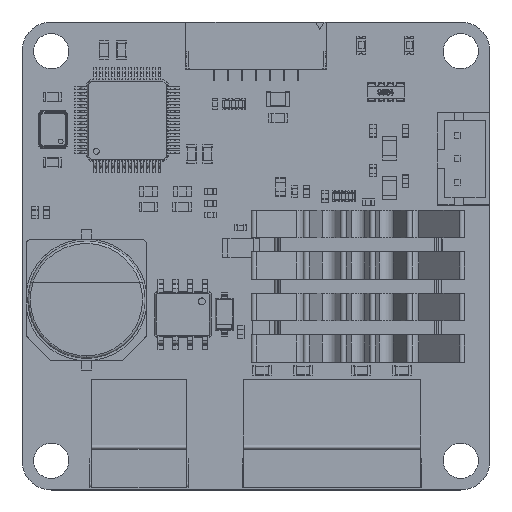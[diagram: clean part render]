
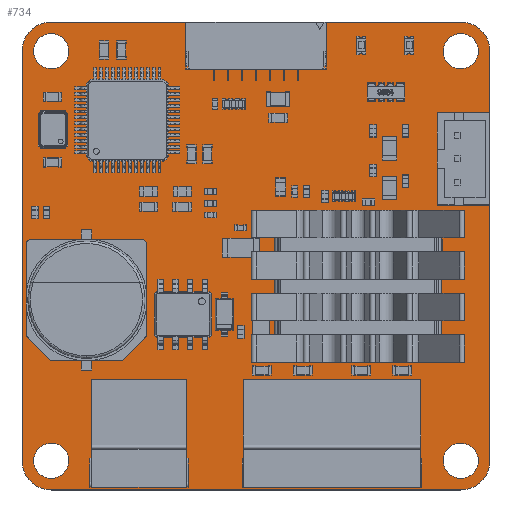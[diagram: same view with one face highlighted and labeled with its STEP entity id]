
A CAD part, top view. The second image highlights one B-rep face of the part: STEP entity #734.
In plain terms, the highlighted planar face has unit normal (0, 0, 1).
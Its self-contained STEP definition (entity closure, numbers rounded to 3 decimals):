
#54 = VERTEX_POINT('',#55);
#55 = CARTESIAN_POINT('',(137.5,-140.,0.));
#72 = VERTEX_POINT('',#73);
#73 = CARTESIAN_POINT('',(102.5,-140.,0.));
#79 = EDGE_CURVE('',#54,#72,#80,.T.);
#80 = LINE('',#81,#82);
#81 = CARTESIAN_POINT('',(137.5,-140.,0.));
#82 = VECTOR('',#83,1.);
#83 = DIRECTION('',(-1.,0.,0.));
#104 = VERTEX_POINT('',#105);
#105 = CARTESIAN_POINT('',(140.,-137.5,0.));
#111 = EDGE_CURVE('',#54,#104,#112,.T.);
#112 = CIRCLE('',#113,2.5);
#113 = AXIS2_PLACEMENT_3D('',#114,#115,#116);
#114 = CARTESIAN_POINT('',(137.5,-137.5,0.));
#115 = DIRECTION('',(0.,0.,1.));
#116 = DIRECTION('',(1.,0.,0.));
#127 = VERTEX_POINT('',#128);
#128 = CARTESIAN_POINT('',(100.,-137.5,0.));
#144 = EDGE_CURVE('',#127,#72,#145,.T.);
#145 = CIRCLE('',#146,2.5);
#146 = AXIS2_PLACEMENT_3D('',#147,#148,#149);
#147 = CARTESIAN_POINT('',(102.5,-137.5,0.));
#148 = DIRECTION('',(0.,0.,1.));
#149 = DIRECTION('',(1.,0.,0.));
#160 = VERTEX_POINT('',#161);
#161 = CARTESIAN_POINT('',(140.,-102.5,0.));
#176 = EDGE_CURVE('',#160,#104,#177,.T.);
#177 = LINE('',#178,#179);
#178 = CARTESIAN_POINT('',(140.,-102.5,0.));
#179 = VECTOR('',#180,1.);
#180 = DIRECTION('',(0.,-1.,0.));
#200 = VERTEX_POINT('',#201);
#201 = CARTESIAN_POINT('',(100.,-102.5,0.));
#207 = EDGE_CURVE('',#127,#200,#208,.T.);
#208 = LINE('',#209,#210);
#209 = CARTESIAN_POINT('',(100.,-137.5,0.));
#210 = VECTOR('',#211,1.);
#211 = DIRECTION('',(0.,1.,0.));
#232 = VERTEX_POINT('',#233);
#233 = CARTESIAN_POINT('',(137.5,-100.,0.));
#239 = EDGE_CURVE('',#160,#232,#240,.T.);
#240 = CIRCLE('',#241,2.5);
#241 = AXIS2_PLACEMENT_3D('',#242,#243,#244);
#242 = CARTESIAN_POINT('',(137.5,-102.5,0.));
#243 = DIRECTION('',(0.,0.,1.));
#244 = DIRECTION('',(1.,0.,0.));
#255 = VERTEX_POINT('',#256);
#256 = CARTESIAN_POINT('',(102.5,-100.,0.));
#272 = EDGE_CURVE('',#255,#200,#273,.T.);
#273 = CIRCLE('',#274,2.5);
#274 = AXIS2_PLACEMENT_3D('',#275,#276,#277);
#275 = CARTESIAN_POINT('',(102.5,-102.5,0.));
#276 = DIRECTION('',(0.,0.,1.));
#277 = DIRECTION('',(1.,0.,0.));
#295 = EDGE_CURVE('',#255,#232,#296,.T.);
#296 = LINE('',#297,#298);
#297 = CARTESIAN_POINT('',(102.5,-100.,0.));
#298 = VECTOR('',#299,1.);
#299 = DIRECTION('',(1.,0.,0.));
#310 = VERTEX_POINT('',#311);
#311 = CARTESIAN_POINT('',(139.,-137.5,0.));
#327 = EDGE_CURVE('',#310,#310,#328,.T.);
#328 = CIRCLE('',#329,1.5);
#329 = AXIS2_PLACEMENT_3D('',#330,#331,#332);
#330 = CARTESIAN_POINT('',(137.5,-137.5,0.));
#331 = DIRECTION('',(0.,0.,1.));
#332 = DIRECTION('',(1.,0.,-0.));
#343 = VERTEX_POINT('',#344);
#344 = CARTESIAN_POINT('',(132.45,-132.,0.));
#360 = EDGE_CURVE('',#343,#343,#361,.T.);
#361 = CIRCLE('',#362,0.7);
#362 = AXIS2_PLACEMENT_3D('',#363,#364,#365);
#363 = CARTESIAN_POINT('',(131.75,-132.,0.));
#364 = DIRECTION('',(0.,0.,1.));
#365 = DIRECTION('',(1.,0.,-0.));
#376 = VERTEX_POINT('',#377);
#377 = CARTESIAN_POINT('',(128.95,-132.,0.));
#393 = EDGE_CURVE('',#376,#376,#394,.T.);
#394 = CIRCLE('',#395,0.7);
#395 = AXIS2_PLACEMENT_3D('',#396,#397,#398);
#396 = CARTESIAN_POINT('',(128.25,-132.,0.));
#397 = DIRECTION('',(0.,0.,1.));
#398 = DIRECTION('',(1.,0.,-0.));
#409 = VERTEX_POINT('',#410);
#410 = CARTESIAN_POINT('',(125.45,-132.,0.));
#426 = EDGE_CURVE('',#409,#409,#427,.T.);
#427 = CIRCLE('',#428,0.7);
#428 = AXIS2_PLACEMENT_3D('',#429,#430,#431);
#429 = CARTESIAN_POINT('',(124.75,-132.,0.));
#430 = DIRECTION('',(0.,0.,1.));
#431 = DIRECTION('',(1.,0.,-0.));
#442 = VERTEX_POINT('',#443);
#443 = CARTESIAN_POINT('',(121.95,-132.,0.));
#459 = EDGE_CURVE('',#442,#442,#460,.T.);
#460 = CIRCLE('',#461,0.7);
#461 = AXIS2_PLACEMENT_3D('',#462,#463,#464);
#462 = CARTESIAN_POINT('',(121.25,-132.,0.));
#463 = DIRECTION('',(0.,0.,1.));
#464 = DIRECTION('',(1.,0.,-0.));
#475 = VERTEX_POINT('',#476);
#476 = CARTESIAN_POINT('',(112.45,-132.,0.));
#492 = EDGE_CURVE('',#475,#475,#493,.T.);
#493 = CIRCLE('',#494,0.7);
#494 = AXIS2_PLACEMENT_3D('',#495,#496,#497);
#495 = CARTESIAN_POINT('',(111.75,-132.,0.));
#496 = DIRECTION('',(0.,0.,1.));
#497 = DIRECTION('',(1.,0.,-0.));
#508 = VERTEX_POINT('',#509);
#509 = CARTESIAN_POINT('',(104.,-137.5,0.));
#525 = EDGE_CURVE('',#508,#508,#526,.T.);
#526 = CIRCLE('',#527,1.5);
#527 = AXIS2_PLACEMENT_3D('',#528,#529,#530);
#528 = CARTESIAN_POINT('',(102.5,-137.5,0.));
#529 = DIRECTION('',(0.,0.,1.));
#530 = DIRECTION('',(1.,0.,-0.));
#541 = VERTEX_POINT('',#542);
#542 = CARTESIAN_POINT('',(108.95,-132.,0.));
#558 = EDGE_CURVE('',#541,#541,#559,.T.);
#559 = CIRCLE('',#560,0.7);
#560 = AXIS2_PLACEMENT_3D('',#561,#562,#563);
#561 = CARTESIAN_POINT('',(108.25,-132.,0.));
#562 = DIRECTION('',(0.,0.,1.));
#563 = DIRECTION('',(1.,0.,-0.));
#574 = VERTEX_POINT('',#575);
#575 = CARTESIAN_POINT('',(137.581,-113.7,0.));
#591 = EDGE_CURVE('',#574,#574,#592,.T.);
#592 = CIRCLE('',#593,0.381);
#593 = AXIS2_PLACEMENT_3D('',#594,#595,#596);
#594 = CARTESIAN_POINT('',(137.2,-113.7,0.));
#595 = DIRECTION('',(0.,0.,1.));
#596 = DIRECTION('',(1.,0.,-0.));
#607 = VERTEX_POINT('',#608);
#608 = CARTESIAN_POINT('',(137.581,-111.7,0.));
#624 = EDGE_CURVE('',#607,#607,#625,.T.);
#625 = CIRCLE('',#626,0.381);
#626 = AXIS2_PLACEMENT_3D('',#627,#628,#629);
#627 = CARTESIAN_POINT('',(137.2,-111.7,0.));
#628 = DIRECTION('',(0.,0.,1.));
#629 = DIRECTION('',(1.,0.,-0.));
#640 = VERTEX_POINT('',#641);
#641 = CARTESIAN_POINT('',(137.581,-109.7,0.));
#657 = EDGE_CURVE('',#640,#640,#658,.T.);
#658 = CIRCLE('',#659,0.381);
#659 = AXIS2_PLACEMENT_3D('',#660,#661,#662);
#660 = CARTESIAN_POINT('',(137.2,-109.7,0.));
#661 = DIRECTION('',(0.,0.,1.));
#662 = DIRECTION('',(1.,0.,-0.));
#673 = VERTEX_POINT('',#674);
#674 = CARTESIAN_POINT('',(139.,-102.5,0.));
#690 = EDGE_CURVE('',#673,#673,#691,.T.);
#691 = CIRCLE('',#692,1.5);
#692 = AXIS2_PLACEMENT_3D('',#693,#694,#695);
#693 = CARTESIAN_POINT('',(137.5,-102.5,0.));
#694 = DIRECTION('',(0.,0.,1.));
#695 = DIRECTION('',(1.,0.,-0.));
#706 = VERTEX_POINT('',#707);
#707 = CARTESIAN_POINT('',(104.,-102.5,0.));
#723 = EDGE_CURVE('',#706,#706,#724,.T.);
#724 = CIRCLE('',#725,1.5);
#725 = AXIS2_PLACEMENT_3D('',#726,#727,#728);
#726 = CARTESIAN_POINT('',(102.5,-102.5,0.));
#727 = DIRECTION('',(0.,0.,1.));
#728 = DIRECTION('',(1.,0.,-0.));
#734 = ADVANCED_FACE('',(#735,#745,#748,#751,#754,#757,#760,#763,#766,
    #769,#772,#775,#778,#781),#784,.F.);
#735 = FACE_BOUND('',#736,.F.);
#736 = EDGE_LOOP('',(#737,#738,#739,#740,#741,#742,#743,#744));
#737 = ORIENTED_EDGE('',*,*,#79,.T.);
#738 = ORIENTED_EDGE('',*,*,#144,.F.);
#739 = ORIENTED_EDGE('',*,*,#207,.T.);
#740 = ORIENTED_EDGE('',*,*,#272,.F.);
#741 = ORIENTED_EDGE('',*,*,#295,.T.);
#742 = ORIENTED_EDGE('',*,*,#239,.F.);
#743 = ORIENTED_EDGE('',*,*,#176,.T.);
#744 = ORIENTED_EDGE('',*,*,#111,.F.);
#745 = FACE_BOUND('',#746,.F.);
#746 = EDGE_LOOP('',(#747));
#747 = ORIENTED_EDGE('',*,*,#327,.T.);
#748 = FACE_BOUND('',#749,.F.);
#749 = EDGE_LOOP('',(#750));
#750 = ORIENTED_EDGE('',*,*,#360,.T.);
#751 = FACE_BOUND('',#752,.F.);
#752 = EDGE_LOOP('',(#753));
#753 = ORIENTED_EDGE('',*,*,#393,.T.);
#754 = FACE_BOUND('',#755,.F.);
#755 = EDGE_LOOP('',(#756));
#756 = ORIENTED_EDGE('',*,*,#426,.T.);
#757 = FACE_BOUND('',#758,.F.);
#758 = EDGE_LOOP('',(#759));
#759 = ORIENTED_EDGE('',*,*,#459,.T.);
#760 = FACE_BOUND('',#761,.F.);
#761 = EDGE_LOOP('',(#762));
#762 = ORIENTED_EDGE('',*,*,#492,.T.);
#763 = FACE_BOUND('',#764,.F.);
#764 = EDGE_LOOP('',(#765));
#765 = ORIENTED_EDGE('',*,*,#525,.T.);
#766 = FACE_BOUND('',#767,.F.);
#767 = EDGE_LOOP('',(#768));
#768 = ORIENTED_EDGE('',*,*,#558,.T.);
#769 = FACE_BOUND('',#770,.F.);
#770 = EDGE_LOOP('',(#771));
#771 = ORIENTED_EDGE('',*,*,#591,.T.);
#772 = FACE_BOUND('',#773,.F.);
#773 = EDGE_LOOP('',(#774));
#774 = ORIENTED_EDGE('',*,*,#624,.T.);
#775 = FACE_BOUND('',#776,.F.);
#776 = EDGE_LOOP('',(#777));
#777 = ORIENTED_EDGE('',*,*,#657,.T.);
#778 = FACE_BOUND('',#779,.F.);
#779 = EDGE_LOOP('',(#780));
#780 = ORIENTED_EDGE('',*,*,#690,.T.);
#781 = FACE_BOUND('',#782,.F.);
#782 = EDGE_LOOP('',(#783));
#783 = ORIENTED_EDGE('',*,*,#723,.T.);
#784 = PLANE('',#785);
#785 = AXIS2_PLACEMENT_3D('',#786,#787,#788);
#786 = CARTESIAN_POINT('',(120.,-120.,0.));
#787 = DIRECTION('',(-0.,-0.,-1.));
#788 = DIRECTION('',(-1.,0.,0.));
